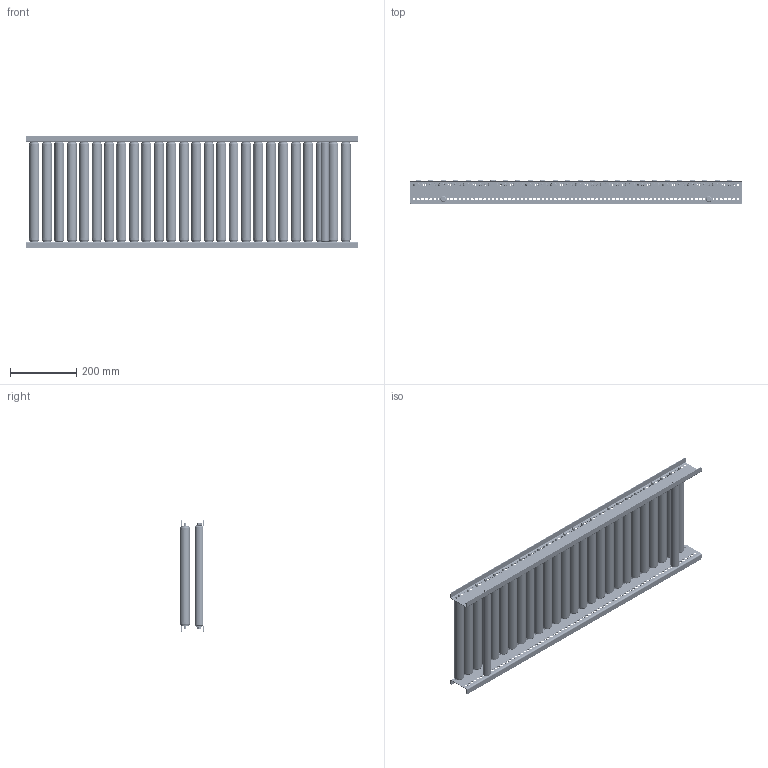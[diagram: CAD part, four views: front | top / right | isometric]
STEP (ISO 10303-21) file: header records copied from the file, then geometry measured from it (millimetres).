
FILE_DESCRIPTION (( 'STEP AP214' ), '1' );
FILE_NAME ('0051418.step', '2021-10-26T13:35:08', ( '' ), ( '' ), 'SwSTEP 2.0', 'SolidWorks 2020', '' );
FILE_SCHEMA (( 'AUTOMOTIVE_DESIGN' ));
Length unit declared in the file: millimetre
Products named in the file (8): S100995_TYP-KUT50-30x1,8-A8; Profil_KRB-20x70x20x2_KFG_S100230_U-PROFIL-20-70-20-2-KRB-�30-L=1000; S100994_Sperrzahnschraube_M08x16-8.8-A2K; KUT50-30x1,8-KB-A8-FA_KFG_0034505TWG_KUT50-30x1,8-KB-A8-FA-EL=300; 0051418; Traversen_KFG_L300; 0017013_Tragrollenrohr-Ø30x1,8KU_KFG_0017012_L=280; 0039778-Achse-ST-Ø08-KFG_AL320-G-FA
Assembly tree (38 placements, depth 3):
  0051418
    Profil_KRB-20x70x20x2_KFG_S100230_U-PROFIL-20-70-20-2-KRB-�30-L=1000  x2
    KUT50-30x1,8-KB-A8-FA_KFG_0034505TWG_KUT50-30x1,8-KB-A8-FA-EL=300  x26
      0039778-Achse-ST-Ø08-KFG_AL320-G-FA
      S100995_TYP-KUT50-30x1,8-A8
      0017013_Tragrollenrohr-Ø30x1,8KU_KFG_0017012_L=280
    Traversen_KFG_L300  x2
    S100994_Sperrzahnschraube_M08x16-8.8-A2K  x4
Bounding box: 1000 x 72.94 x 340 mm (x, y, z)
Volume: 2073185.4 mm3; surface area: 2316730.9 mm2
Topology: 64 solids, 168 shells, 6268 faces, 17264 edges, 10984 vertices
Faces by surface type: cylinder 2352, plane 1940, torus 1056, cone 920
Entity records: 20222 total; most frequent: DIRECTION 3501, CARTESIAN_POINT 3386, ORIENTED_EDGE 2949, EDGE_CURVE 1499, AXIS2_PLACEMENT_3D 1475, VERTEX_POINT 976, CIRCLE 892, EDGE_LOOP 875
